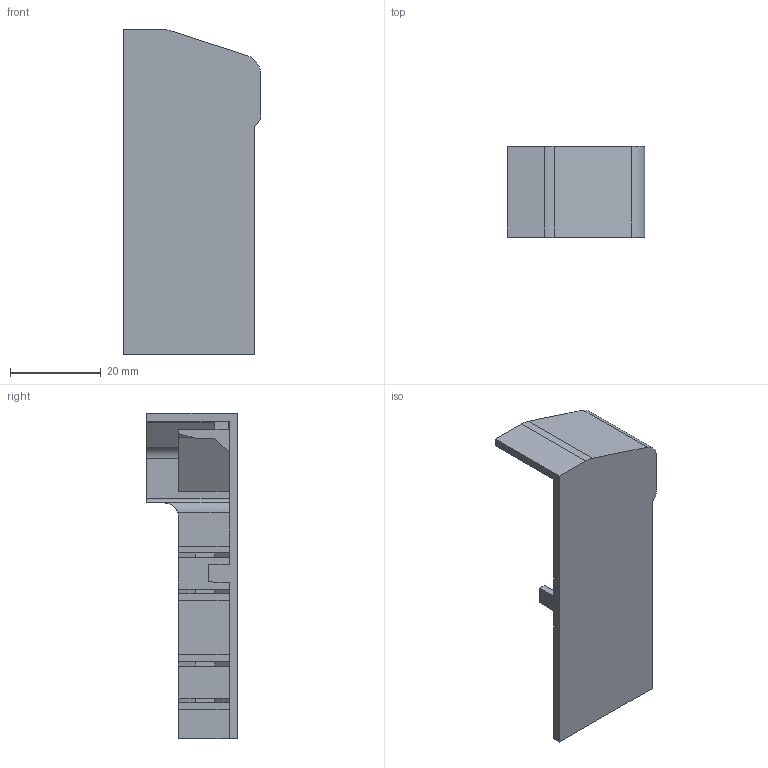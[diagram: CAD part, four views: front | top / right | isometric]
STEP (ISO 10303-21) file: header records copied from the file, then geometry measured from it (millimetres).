
FILE_DESCRIPTION (( 'STEP AP214' ), '1' );
FILE_NAME ('6132320.STEP', '2020-03-12T13:08:16', ( '' ), ( '' ), 'SwSTEP 2.0', 'SolidWorks 2018', '' );
FILE_SCHEMA (( 'AUTOMOTIVE_DESIGN' ));
Length unit declared in the file: millimetre
Products named in the file (1): 6132320
Bounding box: 30.3 x 20 x 71.8 mm (x, y, z)
Volume: 6974.3 mm3; surface area: 9051.7 mm2
Topology: 1 solids, 1 shells, 92 faces, 253 edges, 167 vertices
Faces by surface type: plane 81, cylinder 11
Entity records: 2941 total; most frequent: CARTESIAN_POINT 544, ORIENTED_EDGE 506, DIRECTION 457, EDGE_CURVE 253, VECTOR 229, LINE 229, VERTEX_POINT 167, AXIS2_PLACEMENT_3D 114
